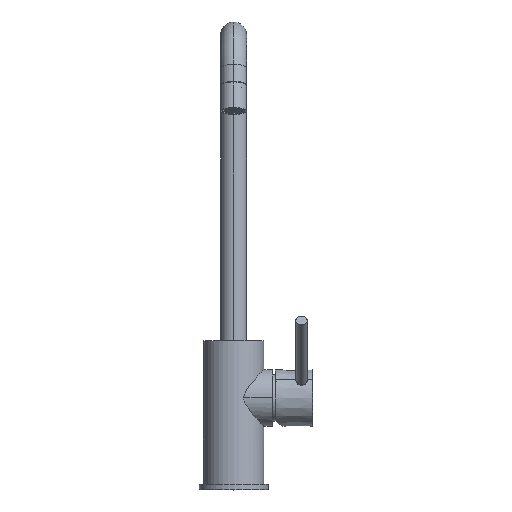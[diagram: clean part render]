
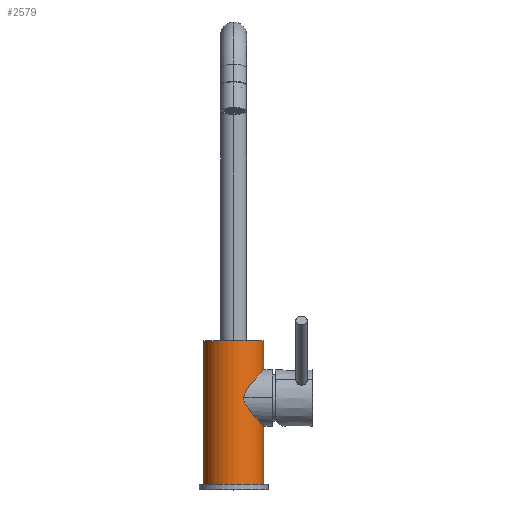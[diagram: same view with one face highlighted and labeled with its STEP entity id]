
A CAD part, top view. The second image highlights one B-rep face of the part: STEP entity #2579.
In plain terms, the highlighted cylindrical face has radius 21 mm (diameter 42 mm), a partial arc.
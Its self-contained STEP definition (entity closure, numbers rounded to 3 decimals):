
#176=DIRECTION('',(0.,1.,0.));
#177=VECTOR('',#176,24.);
#178=CARTESIAN_POINT('',(21.,76.,0.));
#179=LINE('',#178,#177);
#183=DIRECTION('',(0.,1.,0.));
#184=VECTOR('',#183,100.);
#185=CARTESIAN_POINT('',(-21.,0.,0.));
#186=LINE('',#185,#184);
#198=DIRECTION('',(0.,1.,0.));
#199=VECTOR('',#198,44.);
#200=CARTESIAN_POINT('',(21.,0.,0.));
#201=LINE('',#200,#199);
#257=CARTESIAN_POINT('',(21.,44.,0.));
#258=CARTESIAN_POINT('',(21.,44.,0.765));
#259=CARTESIAN_POINT('',(20.919,44.106,2.301));
#260=CARTESIAN_POINT('',(20.516,44.638,4.685));
#261=CARTESIAN_POINT('',(19.889,45.483,6.853));
#262=CARTESIAN_POINT('',(19.123,46.551,8.746));
#263=CARTESIAN_POINT('',(18.356,47.664,10.237));
#264=CARTESIAN_POINT('',(17.627,48.777,11.44));
#265=CARTESIAN_POINT('',(16.903,49.948,12.482));
#266=CARTESIAN_POINT('',(16.156,51.256,13.432));
#267=CARTESIAN_POINT('',(15.436,52.664,14.251));
#268=CARTESIAN_POINT('',(14.776,54.168,14.93));
#269=CARTESIAN_POINT('',(14.219,55.758,15.459));
#270=CARTESIAN_POINT('',(13.801,57.461,15.83));
#271=CARTESIAN_POINT('',(13.586,59.223,16.014));
#272=CARTESIAN_POINT('',(13.599,60.98,16.002));
#273=CARTESIAN_POINT('',(13.838,62.727,15.798));
#274=CARTESIAN_POINT('',(14.269,64.404,15.413));
#275=CARTESIAN_POINT('',(14.83,65.965,14.877));
#276=CARTESIAN_POINT('',(15.486,67.44,14.196));
#277=CARTESIAN_POINT('',(16.2,68.823,13.379));
#278=CARTESIAN_POINT('',(16.936,70.107,12.436));
#279=CARTESIAN_POINT('',(17.651,71.26,11.403));
#280=CARTESIAN_POINT('',(18.372,72.36,10.208));
#281=CARTESIAN_POINT('',(19.131,73.461,8.727));
#282=CARTESIAN_POINT('',(19.892,74.52,6.845));
#283=CARTESIAN_POINT('',(20.516,75.362,4.683));
#284=CARTESIAN_POINT('',(20.919,75.893,2.304));
#285=CARTESIAN_POINT('',(21.,76.,0.766));
#286=CARTESIAN_POINT('',(21.,76.,0.));
#291=CARTESIAN_POINT('',(0.,0.,0.));
#292=DIRECTION('',(0.,-1.,0.));
#293=DIRECTION('',(1.,0.,0.));
#294=AXIS2_PLACEMENT_3D('',#291,#292,#293);
#299=CARTESIAN_POINT('',(0.,100.,0.));
#300=DIRECTION('',(0.,-1.,0.));
#301=DIRECTION('',(1.,0.,0.));
#302=AXIS2_PLACEMENT_3D('',#299,#300,#301);
#2173=CARTESIAN_POINT('',(-21.,0.,0.));
#2174=CARTESIAN_POINT('',(-21.,100.,0.));
#2175=VERTEX_POINT('',#2173);
#2176=VERTEX_POINT('',#2174);
#2199=CARTESIAN_POINT('',(21.,0.,0.));
#2200=VERTEX_POINT('',#2199);
#2201=CARTESIAN_POINT('',(21.,100.,0.));
#2202=VERTEX_POINT('',#2201);
#2219=VERTEX_POINT('',#257);
#2220=VERTEX_POINT('',#286);
#2565=CARTESIAN_POINT('',(0.,105.,0.));
#2566=DIRECTION('',(0.,-1.,0.));
#2567=DIRECTION('',(-1.,0.,0.));
#2568=AXIS2_PLACEMENT_3D('',#2565,#2566,#2567);
#2569=CYLINDRICAL_SURFACE('',#2568,21.);
#2570=ORIENTED_EDGE('',*,*,#2556,.F.);
#2571=ORIENTED_EDGE('',*,*,#2525,.F.);
#2572=ORIENTED_EDGE('',*,*,#2502,.T.);
#2573=ORIENTED_EDGE('',*,*,#2522,.T.);
#2575=ORIENTED_EDGE('',*,*,#2574,.F.);
#2576=ORIENTED_EDGE('',*,*,#2518,.F.);
#2577=EDGE_LOOP('',(#2570,#2571,#2572,#2573,#2575,#2576));
#2578=FACE_OUTER_BOUND('',#2577,.F.);
#2579=ADVANCED_FACE('',(#2578),#2569,.T.);
#287=B_SPLINE_CURVE_WITH_KNOTS('',3,(#257,#258,#259,#260,#261,#262,#263,#264,
#265,#266,#267,#268,#269,#270,#271,#272,#273,#274,#275,#276,#277,#278,#279,#280,
#281,#282,#283,#284,#285,#286),.UNSPECIFIED.,.F.,.F.,(4,1,1,1,1,1,1,1,1,1,1,1,1,
1,1,1,1,1,1,1,1,1,1,1,1,1,1,4),(0.,0.037,0.074,
0.111,0.148,0.185,0.222,
0.259,0.296,0.333,0.37,
0.407,0.444,0.481,0.519,
0.556,0.593,0.63,0.667,
0.704,0.741,0.778,0.815,
0.852,0.889,0.926,0.963,1.),
.UNSPECIFIED.);
#295=CIRCLE('',#294,21.);
#303=CIRCLE('',#302,21.);
#2502=EDGE_CURVE('',#2200,#2175,#295,.T.);
#2518=EDGE_CURVE('',#2220,#2202,#179,.T.);
#2522=EDGE_CURVE('',#2175,#2176,#186,.T.);
#2525=EDGE_CURVE('',#2200,#2219,#201,.T.);
#2556=EDGE_CURVE('',#2219,#2220,#287,.T.);
#2574=EDGE_CURVE('',#2202,#2176,#303,.T.);
